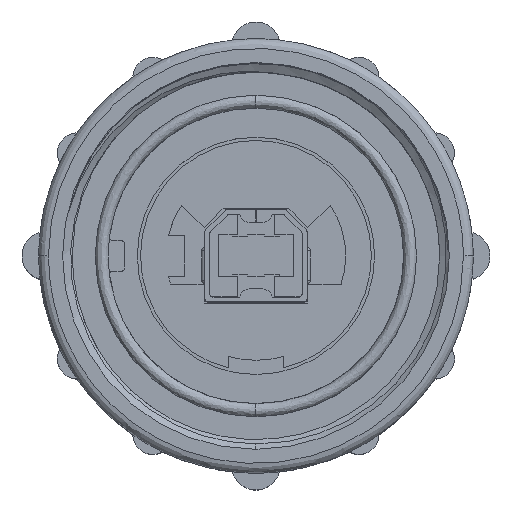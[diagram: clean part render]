
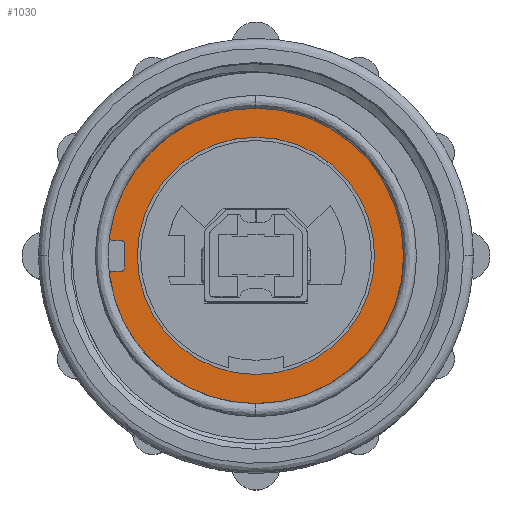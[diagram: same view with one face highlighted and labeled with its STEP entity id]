
A CAD part, top view. The second image highlights one B-rep face of the part: STEP entity #1030.
In plain terms, the highlighted planar face has unit normal (0, 0, 1).
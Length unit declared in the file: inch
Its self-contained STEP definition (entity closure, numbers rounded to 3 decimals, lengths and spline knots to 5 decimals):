
#1030 = ADVANCED_FACE ( 'NONE', ( #1987, #1995 ), #9559, .F. ) ;
#1443 = EDGE_CURVE ( 'NONE', #2282, #2285, #5606, .T. ) ;
#1517 = EDGE_CURVE ( 'NONE', #2311, #2280, #5628, .T. ) ;
#1733 = ORIENTED_EDGE ( 'NONE', *, *, #1517, .F. ) ;
#1734 = ORIENTED_EDGE ( 'NONE', *, *, #5061, .F. ) ;
#1736 = ORIENTED_EDGE ( 'NONE', *, *, #5055, .T. ) ;
#1737 = ORIENTED_EDGE ( 'NONE', *, *, #5051, .T. ) ;
#1738 = ORIENTED_EDGE ( 'NONE', *, *, #5062, .F. ) ;
#1739 = ORIENTED_EDGE ( 'NONE', *, *, #5059, .T. ) ;
#1740 = ORIENTED_EDGE ( 'NONE', *, *, #5070, .F. ) ;
#1741 = ORIENTED_EDGE ( 'NONE', *, *, #5047, .T. ) ;
#1742 = ORIENTED_EDGE ( 'NONE', *, *, #5072, .F. ) ;
#1743 = ORIENTED_EDGE ( 'NONE', *, *, #5071, .F. ) ;
#1744 = ORIENTED_EDGE ( 'NONE', *, *, #5064, .F. ) ;
#1746 = ORIENTED_EDGE ( 'NONE', *, *, #1443, .F. ) ;
#1876 = AXIS2_PLACEMENT_3D ( 'NONE', #9560, #9561, #9562 ) ;
#1987 = FACE_OUTER_BOUND ( 'NONE', #4338, .T. ) ;
#1995 = FACE_BOUND ( 'NONE', #4406, .T. ) ;
#2280 = VERTEX_POINT ( 'NONE', #13477 ) ;
#2282 = VERTEX_POINT ( 'NONE', #13479 ) ;
#2285 = VERTEX_POINT ( 'NONE', #13482 ) ;
#2311 = VERTEX_POINT ( 'NONE', #13508 ) ;
#2440 = VERTEX_POINT ( 'NONE', #13635 ) ;
#2464 = VERTEX_POINT ( 'NONE', #13659 ) ;
#2474 = VERTEX_POINT ( 'NONE', #13669 ) ;
#2503 = VERTEX_POINT ( 'NONE', #13698 ) ;
#2511 = VERTEX_POINT ( 'NONE', #13706 ) ;
#2515 = VERTEX_POINT ( 'NONE', #13710 ) ;
#2531 = VERTEX_POINT ( 'NONE', #13726 ) ;
#2539 = VERTEX_POINT ( 'NONE', #13734 ) ;
#4338 = EDGE_LOOP ( 'NONE', ( #1744, #1743, #1746, #1742, #1740, #1739, #1741, #1738, #1737, #1736 ) ) ;
#4406 = EDGE_LOOP ( 'NONE', ( #1734, #1733 ) ) ;
#5047 = EDGE_CURVE ( 'NONE', #2440, #2511, #13120, .T. ) ;
#5051 = EDGE_CURVE ( 'NONE', #2503, #2464, #13122, .T. ) ;
#5055 = EDGE_CURVE ( 'NONE', #2464, #2474, #13977, .T. ) ;
#5059 = EDGE_CURVE ( 'NONE', #2539, #2440, #13989, .T. ) ;
#5061 = EDGE_CURVE ( 'NONE', #2280, #2311, #13124, .T. ) ;
#5062 = EDGE_CURVE ( 'NONE', #2503, #2511, #13998, .T. ) ;
#5064 = EDGE_CURVE ( 'NONE', #2531, #2474, #13125, .T. ) ;
#5070 = EDGE_CURVE ( 'NONE', #2539, #2515, #13129, .T. ) ;
#5071 = EDGE_CURVE ( 'NONE', #2285, #2531, #13130, .T. ) ;
#5072 = EDGE_CURVE ( 'NONE', #2515, #2282, #13131, .T. ) ;
#5606 = CIRCLE ( 'NONE', #11895, 0.4555 ) ;
#5628 = CIRCLE ( 'NONE', #11992, 0.366 ) ;
#9559 = PLANE ( 'NONE',  #1876 ) ;
#9560 = CARTESIAN_POINT ( 'NONE',  ( 0.414, 0., -0.462 ) ) ;
#9561 = DIRECTION ( 'NONE',  ( 0., 0., -1. ) ) ;
#9562 = DIRECTION ( 'NONE',  ( 0., 1., 0. ) ) ;
#11709 = CARTESIAN_POINT ( 'NONE',  ( 0., 0., -0.462 ) ) ;
#11713 = DIRECTION ( 'NONE',  ( 0., 0., -1. ) ) ;
#11714 = DIRECTION ( 'NONE',  ( 0., -1., 0. ) ) ;
#11895 = AXIS2_PLACEMENT_3D ( 'NONE', #11709, #11713, #11714 ) ;
#11992 = AXIS2_PLACEMENT_3D ( 'NONE', #12631, #12635, #12636 ) ;
#12276 = AXIS2_PLACEMENT_3D ( 'NONE', #13952, #13953, #13954 ) ;
#12280 = AXIS2_PLACEMENT_3D ( 'NONE', #13964, #13965, #13966 ) ;
#12288 = VECTOR ( 'NONE', #13979, 39.37008 ) ;
#12293 = VECTOR ( 'NONE', #13991, 39.37008 ) ;
#12294 = AXIS2_PLACEMENT_3D ( 'NONE', #13976, #13995, #13996 ) ;
#12296 = AXIS2_PLACEMENT_3D ( 'NONE', #13997, #14004, #14005 ) ;
#12297 = VECTOR ( 'NONE', #14000, 39.37008 ) ;
#12300 = AXIS2_PLACEMENT_3D ( 'NONE', #14018, #14022, #14023 ) ;
#12301 = AXIS2_PLACEMENT_3D ( 'NONE', #14024, #14025, #14026 ) ;
#12303 = AXIS2_PLACEMENT_3D ( 'NONE', #14027, #14028, #14029 ) ;
#12631 = CARTESIAN_POINT ( 'NONE',  ( 0., 0., -0.462 ) ) ;
#12635 = DIRECTION ( 'NONE',  ( 0., 0., 1. ) ) ;
#12636 = DIRECTION ( 'NONE',  ( 0., -1., 0. ) ) ;
#13120 = CIRCLE ( 'NONE', #12276, 0.01 ) ;
#13122 = CIRCLE ( 'NONE', #12280, 0.01 ) ;
#13124 = CIRCLE ( 'NONE', #12294, 0.366 ) ;
#13125 = CIRCLE ( 'NONE', #12296, 0.01 ) ;
#13129 = CIRCLE ( 'NONE', #12300, 0.01 ) ;
#13130 = CIRCLE ( 'NONE', #12301, 0.4555 ) ;
#13131 = CIRCLE ( 'NONE', #12303, 0.4555 ) ;
#13477 = CARTESIAN_POINT ( 'NONE',  ( 0., -0.366, -0.462 ) ) ;
#13479 = CARTESIAN_POINT ( 'NONE',  ( 0., 0.4555, -0.462 ) ) ;
#13482 = CARTESIAN_POINT ( 'NONE',  ( 0., -0.4555, -0.462 ) ) ;
#13508 = CARTESIAN_POINT ( 'NONE',  ( 0., 0.366, -0.462 ) ) ;
#13635 = CARTESIAN_POINT ( 'NONE',  ( -0.4155, 0.0475, -0.462 ) ) ;
#13659 = CARTESIAN_POINT ( 'NONE',  ( -0.4155, -0.0475, -0.462 ) ) ;
#13669 = CARTESIAN_POINT ( 'NONE',  ( -0.44177, -0.0475, -0.462 ) ) ;
#13698 = CARTESIAN_POINT ( 'NONE',  ( -0.4055, -0.0375, -0.462 ) ) ;
#13706 = CARTESIAN_POINT ( 'NONE',  ( -0.4055, 0.0375, -0.462 ) ) ;
#13710 = CARTESIAN_POINT ( 'NONE',  ( -0.45169, 0.05879, -0.462 ) ) ;
#13726 = CARTESIAN_POINT ( 'NONE',  ( -0.45169, -0.05879, -0.462 ) ) ;
#13734 = CARTESIAN_POINT ( 'NONE',  ( -0.44177, 0.0475, -0.462 ) ) ;
#13952 = CARTESIAN_POINT ( 'NONE',  ( -0.4155, 0.0375, -0.462 ) ) ;
#13953 = DIRECTION ( 'NONE',  ( 0., 0., -1. ) ) ;
#13954 = DIRECTION ( 'NONE',  ( 0., 1., 0. ) ) ;
#13964 = CARTESIAN_POINT ( 'NONE',  ( -0.4155, -0.0375, -0.462 ) ) ;
#13965 = DIRECTION ( 'NONE',  ( 0., 0., -1. ) ) ;
#13966 = DIRECTION ( 'NONE',  ( 0., 1., 0. ) ) ;
#13976 = CARTESIAN_POINT ( 'NONE',  ( 0., 0., -0.462 ) ) ;
#13977 = LINE ( 'NONE', #13978, #12288 ) ;
#13978 = CARTESIAN_POINT ( 'NONE',  ( -0.4055, -0.0475, -0.462 ) ) ;
#13979 = DIRECTION ( 'NONE',  ( -1., 0., 0. ) ) ;
#13989 = LINE ( 'NONE', #13990, #12293 ) ;
#13990 = CARTESIAN_POINT ( 'NONE',  ( -0.45302, 0.0475, -0.462 ) ) ;
#13991 = DIRECTION ( 'NONE',  ( 1., 0., 0. ) ) ;
#13995 = DIRECTION ( 'NONE',  ( 0., 0., 1. ) ) ;
#13996 = DIRECTION ( 'NONE',  ( 0., -1., 0. ) ) ;
#13997 = CARTESIAN_POINT ( 'NONE',  ( -0.44177, -0.0575, -0.462 ) ) ;
#13998 = LINE ( 'NONE', #13999, #12297 ) ;
#13999 = CARTESIAN_POINT ( 'NONE',  ( -0.4055, 0., -0.462 ) ) ;
#14000 = DIRECTION ( 'NONE',  ( 0., 1., 0. ) ) ;
#14004 = DIRECTION ( 'NONE',  ( 0., 0., -1. ) ) ;
#14005 = DIRECTION ( 'NONE',  ( 0., -1., 0. ) ) ;
#14018 = CARTESIAN_POINT ( 'NONE',  ( -0.44177, 0.0575, -0.462 ) ) ;
#14022 = DIRECTION ( 'NONE',  ( 0., 0., -1. ) ) ;
#14023 = DIRECTION ( 'NONE',  ( 0., -1., 0. ) ) ;
#14024 = CARTESIAN_POINT ( 'NONE',  ( 0., 0., -0.462 ) ) ;
#14025 = DIRECTION ( 'NONE',  ( 0., 0., -1. ) ) ;
#14026 = DIRECTION ( 'NONE',  ( 0., -1., 0. ) ) ;
#14027 = CARTESIAN_POINT ( 'NONE',  ( 0., 0., -0.462 ) ) ;
#14028 = DIRECTION ( 'NONE',  ( 0., 0., -1. ) ) ;
#14029 = DIRECTION ( 'NONE',  ( 0., -1., 0. ) ) ;
